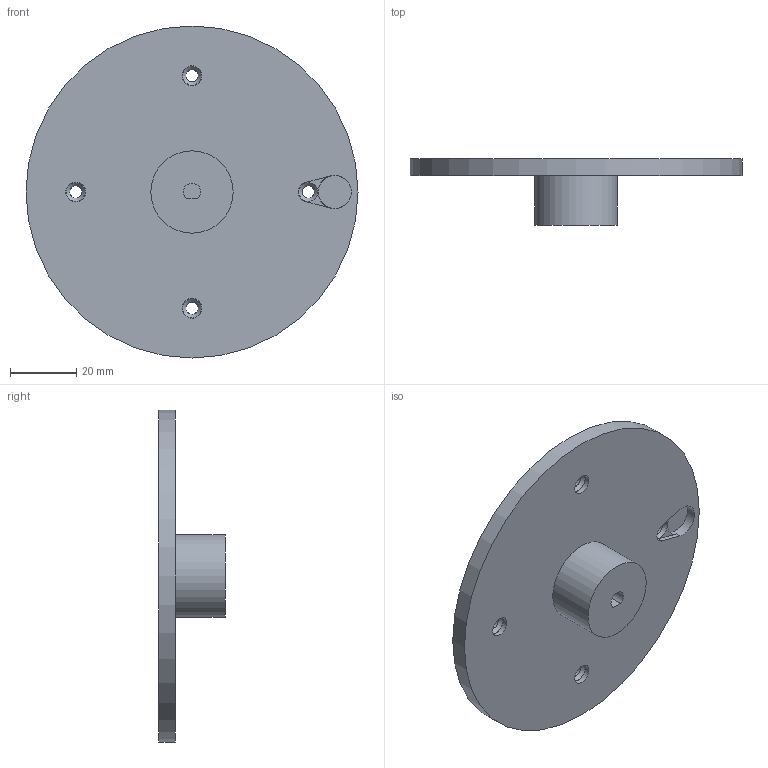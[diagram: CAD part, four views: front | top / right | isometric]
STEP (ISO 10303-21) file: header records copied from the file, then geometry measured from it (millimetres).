
FILE_DESCRIPTION(/* description */ (''),/* implementation_level */ '2;1');
FILE_NAME(/* name */ 'Tornamesa Escaner - Acoplo mesa.step',/* time_stamp */ '2026-01-28T14:50:54-03:00',/* author */ (''),/* organization */ (''),/* preprocessor_version */ 'ST-DEVELOPER v20.1',/* originating_system */ 'Autodesk Translation Framework v14.24.0.0',/* authorisation */ '');
FILE_SCHEMA (('AUTOMOTIVE_DESIGN { 1 0 10303 214 3 1 1 }'));
Length unit declared in the file: millimetre
Products named in the file (2): 2026-01-16-09-01-46-787; Componente30
Assembly tree (1 placements, depth 2):
  2026-01-16-09-01-46-787
    Componente30
Bounding box: 100 x 20 x 100 mm (x, y, z)
Volume: 45610.6 mm3; surface area: 18938.4 mm2
Topology: 1 solids, 1 shells, 28 faces, 56 edges, 36 vertices
Faces by surface type: plane 12, cylinder 12, cone 4
Full cylindrical faces by diameter (mm): 3.7 x4, 6 x3, 10 x1, 24.8 x1, 100 x1
Entity records: 814 total; most frequent: DIRECTION 148, CARTESIAN_POINT 123, ORIENTED_EDGE 112, AXIS2_PLACEMENT_3D 61, EDGE_CURVE 56, EDGE_LOOP 42, VERTEX_POINT 36, CIRCLE 30
